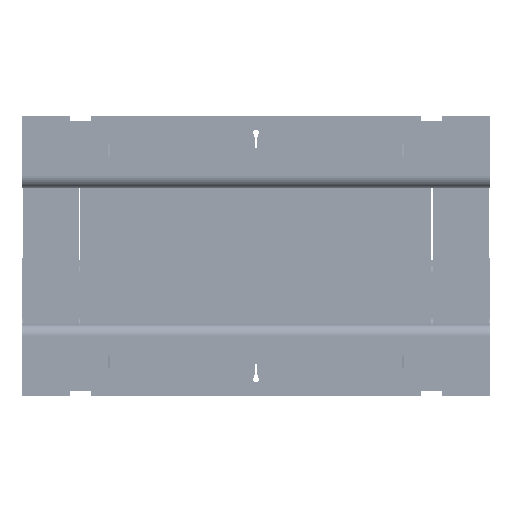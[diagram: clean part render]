
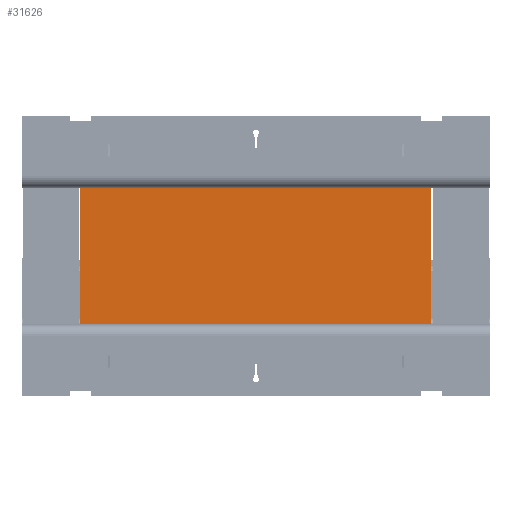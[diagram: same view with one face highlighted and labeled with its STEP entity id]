
A CAD part, front view. The second image highlights one B-rep face of the part: STEP entity #31626.
In plain terms, the highlighted planar face has unit normal (0, -1, 0).
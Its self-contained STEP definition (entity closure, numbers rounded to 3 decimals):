
#1050=LINE('',#45143,#4605);
#1052=LINE('',#45148,#4607);
#1054=LINE('',#45152,#4609);
#1055=LINE('',#45153,#4610);
#4605=VECTOR('',#36166,10.);
#4607=VECTOR('',#36170,10.);
#4609=VECTOR('',#36174,10.);
#4610=VECTOR('',#36175,10.);
#8151=PLANE('',#33424);
#9633=FACE_OUTER_BOUND('',#11381,.T.);
#11381=EDGE_LOOP('',(#21981,#21982,#21983,#21984));
#14315=VERTEX_POINT('',#45137);
#14317=VERTEX_POINT('',#45141);
#14319=VERTEX_POINT('',#45146);
#14320=VERTEX_POINT('',#45151);
#17355=EDGE_CURVE('',#14315,#14317,#1050,.T.);
#17357=EDGE_CURVE('',#14317,#14319,#1052,.T.);
#17359=EDGE_CURVE('',#14319,#14320,#1054,.T.);
#17360=EDGE_CURVE('',#14315,#14320,#1055,.T.);
#21981=ORIENTED_EDGE('',*,*,#17359,.T.);
#21982=ORIENTED_EDGE('',*,*,#17360,.F.);
#21983=ORIENTED_EDGE('',*,*,#17355,.T.);
#21984=ORIENTED_EDGE('',*,*,#17357,.T.);
#31626=ADVANCED_FACE('',(#9633),#8151,.T.);
#33424=AXIS2_PLACEMENT_3D('',#45150,#36172,#36173);
#36166=DIRECTION('',(1.,0.,0.));
#36170=DIRECTION('',(0.,0.,1.));
#36172=DIRECTION('center_axis',(0.,-1.,0.));
#36173=DIRECTION('ref_axis',(0.,0.,
1.));
#36174=DIRECTION('',(-1.,0.,0.));
#36175=DIRECTION('',(0.,0.,1.));
#45137=CARTESIAN_POINT('',(-90.,-150.,-35.));
#45141=CARTESIAN_POINT('',(90.,-150.,-35.));
#45143=CARTESIAN_POINT('',(-90.,-150.,-35.));
#45146=CARTESIAN_POINT('',(90.,-150.,35.));
#45148=CARTESIAN_POINT('',(90.,-150.,0.));
#45150=CARTESIAN_POINT('Origin',(90.,-150.,0.));
#45151=CARTESIAN_POINT('',(-90.,-150.,35.));
#45152=CARTESIAN_POINT('',(-90.,-150.,35.));
#45153=CARTESIAN_POINT('',(-90.,-150.,0.));
